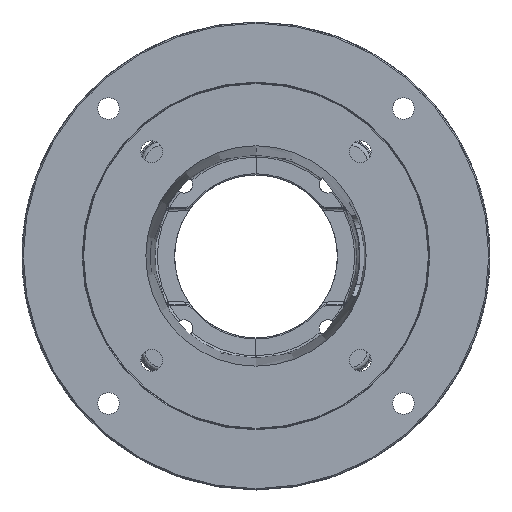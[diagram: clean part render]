
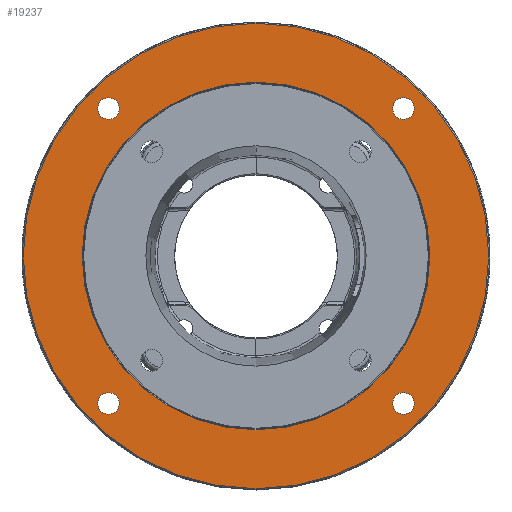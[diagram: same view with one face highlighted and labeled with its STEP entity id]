
A CAD part, top view. The second image highlights one B-rep face of the part: STEP entity #19237.
In plain terms, the highlighted planar face has unit normal (0, 0, 1).
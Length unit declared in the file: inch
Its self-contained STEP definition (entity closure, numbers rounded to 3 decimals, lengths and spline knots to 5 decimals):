
#35=CARTESIAN_POINT('',(0.,0.,-0.08));
#36=DIRECTION('',(0.,0.,1.));
#37=DIRECTION('',(0.,1.,0.));
#38=AXIS2_PLACEMENT_3D('',#35,#36,#37);
#44=CARTESIAN_POINT('',(0.,0.,-0.08));
#45=DIRECTION('',(0.,0.,-1.));
#46=DIRECTION('',(0.,1.,0.));
#47=AXIS2_PLACEMENT_3D('',#44,#45,#46);
#3891=CARTESIAN_POINT('',(-3.62392,3.62392,-0.08));
#3892=DIRECTION('',(0.,0.,-1.));
#3893=DIRECTION('',(-0.707,0.707,0.));
#3894=AXIS2_PLACEMENT_3D('',#3891,#3892,#3893);
#3896=CARTESIAN_POINT('',(-3.62392,3.62392,-0.08));
#3897=DIRECTION('',(0.,0.,-1.));
#3898=DIRECTION('',(0.707,-0.707,0.));
#3899=AXIS2_PLACEMENT_3D('',#3896,#3897,#3898);
#3901=CARTESIAN_POINT('',(-3.62392,-3.62392,-0.08));
#3902=DIRECTION('',(0.,0.,-1.));
#3903=DIRECTION('',(-0.707,-0.707,0.));
#3904=AXIS2_PLACEMENT_3D('',#3901,#3902,#3903);
#3906=CARTESIAN_POINT('',(-3.62392,-3.62392,-0.08));
#3907=DIRECTION('',(0.,0.,-1.));
#3908=DIRECTION('',(0.707,0.707,0.));
#3909=AXIS2_PLACEMENT_3D('',#3906,#3907,#3908);
#3911=CARTESIAN_POINT('',(3.62392,-3.62392,-0.08));
#3912=DIRECTION('',(0.,0.,-1.));
#3913=DIRECTION('',(0.707,-0.707,0.));
#3914=AXIS2_PLACEMENT_3D('',#3911,#3912,#3913);
#3916=CARTESIAN_POINT('',(3.62392,-3.62392,-0.08));
#3917=DIRECTION('',(0.,0.,-1.));
#3918=DIRECTION('',(-0.707,0.707,0.));
#3919=AXIS2_PLACEMENT_3D('',#3916,#3917,#3918);
#3921=CARTESIAN_POINT('',(3.62392,3.62392,-0.08));
#3922=DIRECTION('',(0.,0.,-1.));
#3923=DIRECTION('',(0.707,0.707,0.));
#3924=AXIS2_PLACEMENT_3D('',#3921,#3922,#3923);
#3926=CARTESIAN_POINT('',(3.62392,3.62392,-0.08));
#3927=DIRECTION('',(0.,0.,-1.));
#3928=DIRECTION('',(-0.707,-0.707,0.));
#3929=AXIS2_PLACEMENT_3D('',#3926,#3927,#3928);
#3931=CARTESIAN_POINT('',(0.,0.,-0.08));
#3932=DIRECTION('',(0.,0.,1.));
#3933=DIRECTION('',(0.,1.,0.));
#3934=AXIS2_PLACEMENT_3D('',#3931,#3932,#3933);
#3936=CARTESIAN_POINT('',(0.,0.,-0.08));
#3937=DIRECTION('',(0.,0.,1.));
#3938=DIRECTION('',(0.,-1.,0.));
#3939=AXIS2_PLACEMENT_3D('',#3936,#3937,#3938);
#12213=CARTESIAN_POINT('',(0.,5.72,-0.08));
#12214=CARTESIAN_POINT('',(0.,-5.72,-0.08));
#12215=VERTEX_POINT('',#12213);
#12216=VERTEX_POINT('',#12214);
#12237=CARTESIAN_POINT('',(-3.81131,3.81131,-0.08));
#12238=CARTESIAN_POINT('',(-3.43654,3.43654,-0.08));
#12239=VERTEX_POINT('',#12237);
#12240=VERTEX_POINT('',#12238);
#12281=CARTESIAN_POINT('',(-3.81131,-3.81131,-0.08));
#12282=CARTESIAN_POINT('',(-3.43654,-3.43654,-0.08));
#12283=VERTEX_POINT('',#12281);
#12284=VERTEX_POINT('',#12282);
#12289=CARTESIAN_POINT('',(3.81131,-3.81131,-0.08));
#12290=CARTESIAN_POINT('',(3.43654,-3.43654,-0.08));
#12291=VERTEX_POINT('',#12289);
#12292=VERTEX_POINT('',#12290);
#12297=CARTESIAN_POINT('',(3.81131,3.81131,-0.08));
#12298=CARTESIAN_POINT('',(3.43654,3.43654,-0.08));
#12299=VERTEX_POINT('',#12297);
#12300=VERTEX_POINT('',#12298);
#12317=CARTESIAN_POINT('',(0.,4.271,-0.08));
#12318=CARTESIAN_POINT('',(0.,-4.271,-0.08));
#12319=VERTEX_POINT('',#12317);
#12320=VERTEX_POINT('',#12318);
#19199=CARTESIAN_POINT('',(0.,0.,-0.08));
#19200=DIRECTION('',(0.,0.,1.));
#19201=DIRECTION('',(0.,1.,0.));
#19202=AXIS2_PLACEMENT_3D('',#19199,#19200,#19201);
#19203=PLANE('',#19202);
#19204=ORIENTED_EDGE('',*,*,#12580,.T.);
#19205=ORIENTED_EDGE('',*,*,#12565,.F.);
#19206=EDGE_LOOP('',(#19204,#19205));
#19207=FACE_OUTER_BOUND('',#19206,.F.);
#19209=ORIENTED_EDGE('',*,*,#19208,.F.);
#19211=ORIENTED_EDGE('',*,*,#19210,.F.);
#19212=EDGE_LOOP('',(#19209,#19211));
#19213=FACE_BOUND('',#19212,.F.);
#19215=ORIENTED_EDGE('',*,*,#19214,.F.);
#19217=ORIENTED_EDGE('',*,*,#19216,.F.);
#19218=EDGE_LOOP('',(#19215,#19217));
#19219=FACE_BOUND('',#19218,.F.);
#19221=ORIENTED_EDGE('',*,*,#19220,.F.);
#19223=ORIENTED_EDGE('',*,*,#19222,.F.);
#19224=EDGE_LOOP('',(#19221,#19223));
#19225=FACE_BOUND('',#19224,.F.);
#19227=ORIENTED_EDGE('',*,*,#19226,.F.);
#19229=ORIENTED_EDGE('',*,*,#19228,.F.);
#19230=EDGE_LOOP('',(#19227,#19229));
#19231=FACE_BOUND('',#19230,.F.);
#19233=ORIENTED_EDGE('',*,*,#19232,.T.);
#19234=ORIENTED_EDGE('',*,*,#19189,.T.);
#19235=EDGE_LOOP('',(#19233,#19234));
#19236=FACE_BOUND('',#19235,.F.);
#19237=ADVANCED_FACE('',(#19207,#19213,#19219,#19225,#19231,#19236),#19203,.T.);
#39=CIRCLE('',#38,5.72);
#48=CIRCLE('',#47,5.72);
#3895=CIRCLE('',#3894,0.265);
#3900=CIRCLE('',#3899,0.265);
#3905=CIRCLE('',#3904,0.265);
#3910=CIRCLE('',#3909,0.265);
#3915=CIRCLE('',#3914,0.265);
#3920=CIRCLE('',#3919,0.265);
#3925=CIRCLE('',#3924,0.265);
#3930=CIRCLE('',#3929,0.265);
#3935=CIRCLE('',#3934,4.271);
#3940=CIRCLE('',#3939,4.271);
#12565=EDGE_CURVE('',#12215,#12216,#39,.T.);
#12580=EDGE_CURVE('',#12215,#12216,#48,.T.);
#19189=EDGE_CURVE('',#12320,#12319,#3940,.T.);
#19208=EDGE_CURVE('',#12239,#12240,#3895,.T.);
#19210=EDGE_CURVE('',#12240,#12239,#3900,.T.);
#19214=EDGE_CURVE('',#12283,#12284,#3905,.T.);
#19216=EDGE_CURVE('',#12284,#12283,#3910,.T.);
#19220=EDGE_CURVE('',#12291,#12292,#3915,.T.);
#19222=EDGE_CURVE('',#12292,#12291,#3920,.T.);
#19226=EDGE_CURVE('',#12299,#12300,#3925,.T.);
#19228=EDGE_CURVE('',#12300,#12299,#3930,.T.);
#19232=EDGE_CURVE('',#12319,#12320,#3935,.T.);
